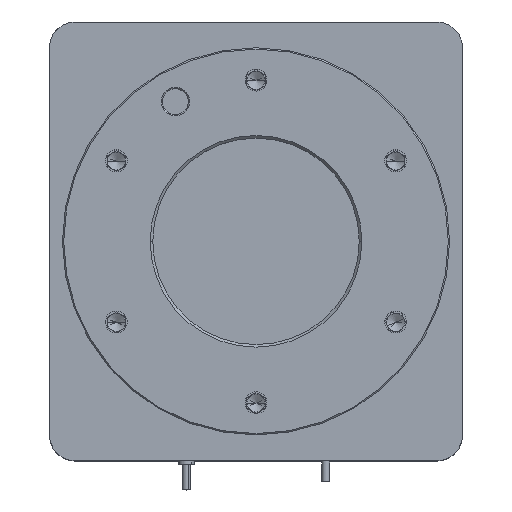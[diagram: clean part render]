
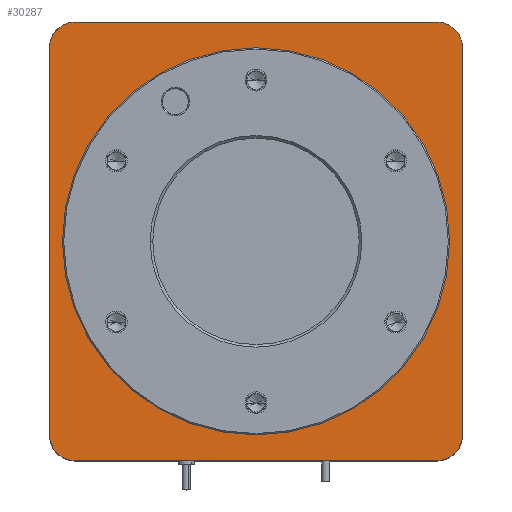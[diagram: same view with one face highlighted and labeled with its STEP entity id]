
A CAD part, top view. The second image highlights one B-rep face of the part: STEP entity #30287.
In plain terms, the highlighted planar face has unit normal (0, 0, 1).
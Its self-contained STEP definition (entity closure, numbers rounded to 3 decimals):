
#15 = ORIENTED_EDGE ( 'NONE', *, *, #32804, .F. ) ;
#29 = VECTOR ( 'NONE', #1090, 1000. ) ;
#212 = VECTOR ( 'NONE', #26574, 1000. ) ;
#420 = VERTEX_POINT ( 'NONE', #10481 ) ;
#497 = CARTESIAN_POINT ( 'NONE',  ( -70., 75., 0. ) ) ;
#615 = DIRECTION ( 'NONE',  ( -1., 0., 0. ) ) ;
#1030 = AXIS2_PLACEMENT_3D ( 'NONE', #15562, #18344, #5055 ) ;
#1066 = CARTESIAN_POINT ( 'NONE',  ( -80., 75., 0. ) ) ;
#1090 = DIRECTION ( 'NONE',  ( 0., 1., 0. ) ) ;
#1642 = EDGE_CURVE ( 'NONE', #26256, #4933, #27373, .T. ) ;
#4010 = EDGE_CURVE ( 'NONE', #22510, #26360, #14140, .T. ) ;
#4160 = DIRECTION ( 'NONE',  ( -1., 0., 0. ) ) ;
#4470 = CARTESIAN_POINT ( 'NONE',  ( -80., -75., 0. ) ) ;
#4933 = VERTEX_POINT ( 'NONE', #31400 ) ;
#5055 = DIRECTION ( 'NONE',  ( -1., 0., 0. ) ) ;
#5533 = VERTEX_POINT ( 'NONE', #17206 ) ;
#5642 = DIRECTION ( 'NONE',  ( -1., 0., 0. ) ) ;
#6127 = FACE_OUTER_BOUND ( 'NONE', #29896, .T. ) ;
#6307 = DIRECTION ( 'NONE',  ( -1., 0., 0. ) ) ;
#6415 = CARTESIAN_POINT ( 'NONE',  ( 0., 0., 0. ) ) ;
#6766 = VERTEX_POINT ( 'NONE', #1066 ) ;
#6873 = VECTOR ( 'NONE', #18250, 1000. ) ;
#6951 = CARTESIAN_POINT ( 'NONE',  ( 80., -75., 0. ) ) ;
#7034 = ORIENTED_EDGE ( 'NONE', *, *, #9154, .T. ) ;
#7052 = VERTEX_POINT ( 'NONE', #10591 ) ;
#7077 = DIRECTION ( 'NONE',  ( 0., 0., 1. ) ) ;
#7082 = CARTESIAN_POINT ( 'NONE',  ( 70., -85., 0. ) ) ;
#7196 = CARTESIAN_POINT ( 'NONE',  ( 70., -75., 0. ) ) ;
#7210 = EDGE_CURVE ( 'NONE', #5533, #4933, #24721, .T. ) ;
#8426 = CARTESIAN_POINT ( 'NONE',  ( 80., 85., 0. ) ) ;
#8703 = AXIS2_PLACEMENT_3D ( 'NONE', #11533, #21622, #16640 ) ;
#9154 = EDGE_CURVE ( 'NONE', #26256, #6766, #23959, .T. ) ;
#10481 = CARTESIAN_POINT ( 'NONE',  ( -75., 0., 0. ) ) ;
#10591 = CARTESIAN_POINT ( 'NONE',  ( -70., -85., 0. ) ) ;
#10711 = AXIS2_PLACEMENT_3D ( 'NONE', #497, #31079, #615 ) ;
#10797 = CARTESIAN_POINT ( 'NONE',  ( 80., 85., 0. ) ) ;
#11465 = PLANE ( 'NONE',  #25203 ) ;
#11533 = CARTESIAN_POINT ( 'NONE',  ( 0., 0., 0. ) ) ;
#12147 = ORIENTED_EDGE ( 'NONE', *, *, #21483, .F. ) ;
#12189 = AXIS2_PLACEMENT_3D ( 'NONE', #19336, #14659, #32467 ) ;
#12467 = LINE ( 'NONE', #14137, #15639 ) ;
#13049 = CIRCLE ( 'NONE', #1030, 75. ) ;
#13715 = FACE_BOUND ( 'NONE', #15400, .T. ) ;
#14008 = DIRECTION ( 'NONE',  ( 0., 0., -1. ) ) ;
#14137 = CARTESIAN_POINT ( 'NONE',  ( 80., -85., 0. ) ) ;
#14140 = CIRCLE ( 'NONE', #22301, 10. ) ;
#14659 = DIRECTION ( 'NONE',  ( 0., 0., 1. ) ) ;
#15400 = EDGE_LOOP ( 'NONE', ( #12147, #28297 ) ) ;
#15524 = VERTEX_POINT ( 'NONE', #30282 ) ;
#15562 = CARTESIAN_POINT ( 'NONE',  ( 0., 0., 0. ) ) ;
#15639 = VECTOR ( 'NONE', #16277, 1000. ) ;
#16277 = DIRECTION ( 'NONE',  ( -1., 0., 0. ) ) ;
#16640 = DIRECTION ( 'NONE',  ( -1., 0., 0. ) ) ;
#17063 = EDGE_CURVE ( 'NONE', #5533, #26360, #19258, .T. ) ;
#17155 = EDGE_CURVE ( 'NONE', #420, #15524, #26420, .T. ) ;
#17206 = CARTESIAN_POINT ( 'NONE',  ( 80., 75., 0. ) ) ;
#17945 = EDGE_CURVE ( 'NONE', #24937, #6766, #32365, .T. ) ;
#17998 = ORIENTED_EDGE ( 'NONE', *, *, #17063, .F. ) ;
#18250 = DIRECTION ( 'NONE',  ( 0., -1., 0. ) ) ;
#18344 = DIRECTION ( 'NONE',  ( 0., 0., 1. ) ) ;
#18873 = CARTESIAN_POINT ( 'NONE',  ( -80., 85., 0. ) ) ;
#19258 = LINE ( 'NONE', #10797, #6873 ) ;
#19336 = CARTESIAN_POINT ( 'NONE',  ( -70., -75., 0. ) ) ;
#20911 = ORIENTED_EDGE ( 'NONE', *, *, #4010, .T. ) ;
#21483 = EDGE_CURVE ( 'NONE', #15524, #420, #13049, .T. ) ;
#21622 = DIRECTION ( 'NONE',  ( 0., 0., 1. ) ) ;
#22301 = AXIS2_PLACEMENT_3D ( 'NONE', #7196, #7077, #4160 ) ;
#22510 = VERTEX_POINT ( 'NONE', #7082 ) ;
#23461 = CARTESIAN_POINT ( 'NONE',  ( 70., 75., 0. ) ) ;
#23746 = ORIENTED_EDGE ( 'NONE', *, *, #26410, .T. ) ;
#23959 = CIRCLE ( 'NONE', #10711, 10. ) ;
#24721 = CIRCLE ( 'NONE', #30938, 10. ) ;
#24937 = VERTEX_POINT ( 'NONE', #4470 ) ;
#25055 = ORIENTED_EDGE ( 'NONE', *, *, #7210, .T. ) ;
#25203 = AXIS2_PLACEMENT_3D ( 'NONE', #6415, #14008, #6307 ) ;
#26256 = VERTEX_POINT ( 'NONE', #28804 ) ;
#26360 = VERTEX_POINT ( 'NONE', #6951 ) ;
#26410 = EDGE_CURVE ( 'NONE', #24937, #7052, #26667, .T. ) ;
#26420 = CIRCLE ( 'NONE', #8703, 75. ) ;
#26574 = DIRECTION ( 'NONE',  ( 1., 0., 0. ) ) ;
#26667 = CIRCLE ( 'NONE', #12189, 10. ) ;
#27373 = LINE ( 'NONE', #8426, #212 ) ;
#28297 = ORIENTED_EDGE ( 'NONE', *, *, #17155, .F. ) ;
#28804 = CARTESIAN_POINT ( 'NONE',  ( -70., 85., 0. ) ) ;
#29676 = ORIENTED_EDGE ( 'NONE', *, *, #1642, .F. ) ;
#29896 = EDGE_LOOP ( 'NONE', ( #15, #20911, #17998, #25055, #29676, #7034, #31473, #23746 ) ) ;
#30282 = CARTESIAN_POINT ( 'NONE',  ( 75., 0., 0. ) ) ;
#30287 = ADVANCED_FACE ( 'NONE', ( #6127, #13715 ), #11465, .F. ) ;
#30938 = AXIS2_PLACEMENT_3D ( 'NONE', #23461, #31611, #5642 ) ;
#31079 = DIRECTION ( 'NONE',  ( 0., 0., 1. ) ) ;
#31400 = CARTESIAN_POINT ( 'NONE',  ( 70., 85., 0. ) ) ;
#31473 = ORIENTED_EDGE ( 'NONE', *, *, #17945, .F. ) ;
#31611 = DIRECTION ( 'NONE',  ( 0., 0., 1. ) ) ;
#32365 = LINE ( 'NONE', #18873, #29 ) ;
#32467 = DIRECTION ( 'NONE',  ( -1., 0., 0. ) ) ;
#32804 = EDGE_CURVE ( 'NONE', #22510, #7052, #12467, .T. ) ;
